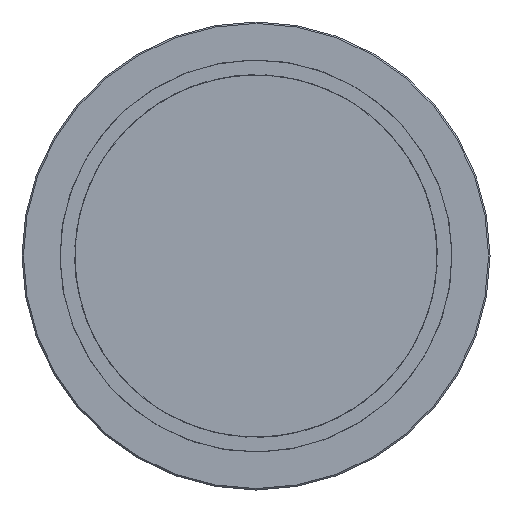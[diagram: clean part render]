
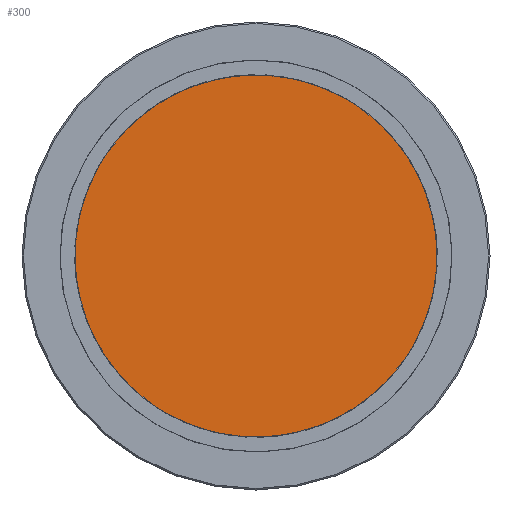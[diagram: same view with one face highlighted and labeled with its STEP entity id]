
A CAD part, front view. The second image highlights one B-rep face of the part: STEP entity #300.
In plain terms, the highlighted face is planar.
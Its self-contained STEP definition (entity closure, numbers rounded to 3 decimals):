
#50=PLANE('',#432);
#74=FACE_OUTER_BOUND('',#97,.T.);
#97=EDGE_LOOP('',(#270));
#144=CIRCLE('',#429,12.4);
#169=VERTEX_POINT('',#621);
#202=EDGE_CURVE('',#169,#169,#144,.T.);
#270=ORIENTED_EDGE('',*,*,#202,.T.);
#300=ADVANCED_FACE('',(#74),#50,.T.);
#429=AXIS2_PLACEMENT_3D('',#622,#524,#525);
#432=AXIS2_PLACEMENT_3D('',#627,#531,#532);
#524=DIRECTION('center_axis',(0.,0.,1.));
#525=DIRECTION('ref_axis',(-1.,0.,0.));
#531=DIRECTION('center_axis',(0.,0.,1.));
#532=DIRECTION('ref_axis',(1.,0.,0.));
#621=CARTESIAN_POINT('',(12.4,0.,3.));
#622=CARTESIAN_POINT('Origin',(0.,0.,3.));
#627=CARTESIAN_POINT('Origin',(0.,0.,3.));
